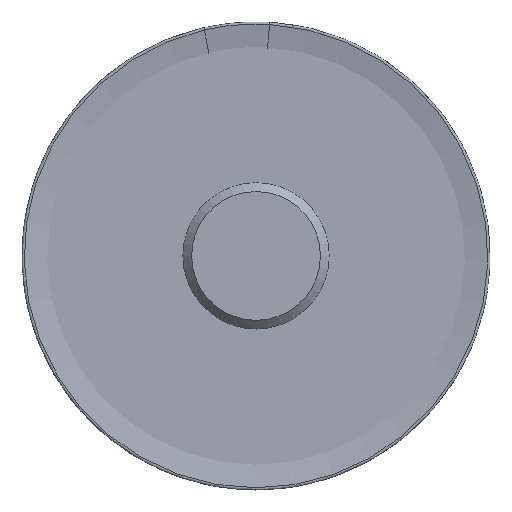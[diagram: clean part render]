
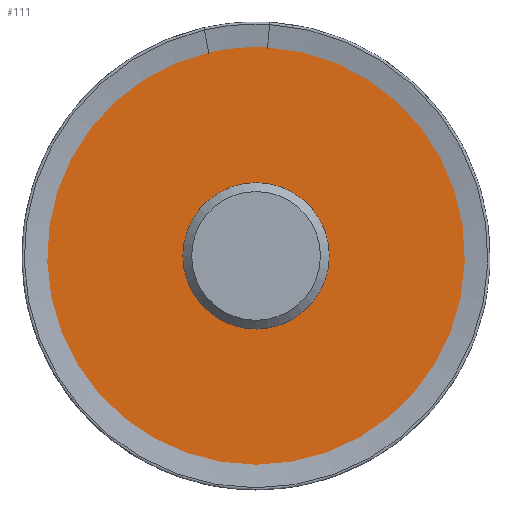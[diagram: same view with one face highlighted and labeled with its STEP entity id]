
A CAD part, left-side view. The second image highlights one B-rep face of the part: STEP entity #111.
In plain terms, the highlighted planar face has unit normal (-1, 0, 0).
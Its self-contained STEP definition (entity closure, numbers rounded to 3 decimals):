
#33=PLANE('',#639);
#47=FACE_BOUND('',#210,.T.);
#48=FACE_BOUND('',#211,.T.);
#111=ADVANCED_FACE('',(#47,#48),#33,.F.);
#210=EDGE_LOOP('',(#390));
#211=EDGE_LOOP('',(#391));
#390=ORIENTED_EDGE('',*,*,#519,.F.);
#391=ORIENTED_EDGE('',*,*,#518,.T.);
#444=VERTEX_POINT('',#1357);
#445=VERTEX_POINT('',#1360);
#518=EDGE_CURVE('',#444,#444,#576,.T.);
#519=EDGE_CURVE('',#445,#445,#577,.T.);
#576=CIRCLE('',#636,91.75);
#577=CIRCLE('',#638,31.25);
#636=AXIS2_PLACEMENT_3D('',#1356,#774,#775);
#638=AXIS2_PLACEMENT_3D('',#1359,#778,#779);
#639=AXIS2_PLACEMENT_3D('',#1361,#780,#781);
#774=DIRECTION('',(-1.,0.,0.));
#775=DIRECTION('',(0.,0.,1.));
#778=DIRECTION('',(-1.,0.,0.));
#779=DIRECTION('',(0.,0.,1.));
#780=DIRECTION('',(1.,0.,0.));
#781=DIRECTION('',(0.,0.,-1.));
#1356=CARTESIAN_POINT('',(1.75,0.,0.));
#1357=CARTESIAN_POINT('',(1.75,0.,91.75));
#1359=CARTESIAN_POINT('',(1.75,0.,0.));
#1360=CARTESIAN_POINT('',(1.75,0.,31.25));
#1361=CARTESIAN_POINT('',(1.75,31.25,0.));
